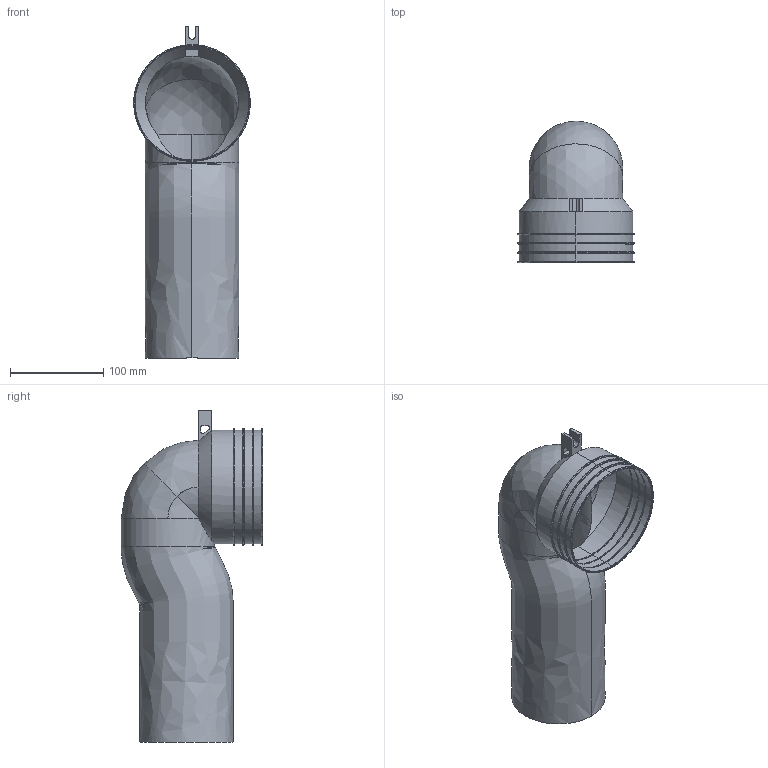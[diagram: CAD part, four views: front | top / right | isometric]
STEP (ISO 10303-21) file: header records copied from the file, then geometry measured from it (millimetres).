
FILE_DESCRIPTION(/* description */ (''),/* implementation_level */ '2;1');
FILE_NAME(/* name */ '871100_Vario_Drain_Bend_Small.stp',/* time_stamp */ '2017-08-23T09:39:29+02:00',/* author */ (''),/* organization */ (''),/* preprocessor_version */ 'ST-DEVELOPER v16',/* originating_system */ 'SIEMENS PLM Software NX 10.0',/* authorisation */ '');
FILE_SCHEMA (('AUTOMOTIVE_DESIGN { 1 0 10303 214 3 1 1 1 }'));
Length unit declared in the file: millimetre
Products named in the file (1): weil27FCC07B4nu4
Bounding box: 124.89 x 151.75 x 355.85 mm (x, y, z)
Surface area: 124710.7 mm2 (no closed solid volume)
Topology: 0 solids, 1 shells, 59 faces, 198 edges, 144 vertices
Faces by surface type: bspline 59
Entity records: 5430 total; most frequent: CARTESIAN_POINT 3808, ORIENTED_EDGE 373, EDGE_CURVE 198, B_SPLINE_CURVE_WITH_KNOTS 198, VERTEX_POINT 144, EDGE_LOOP 69, PRESENTATION_STYLE_ASSIGNMENT 60, SURFACE_STYLE_USAGE 60
